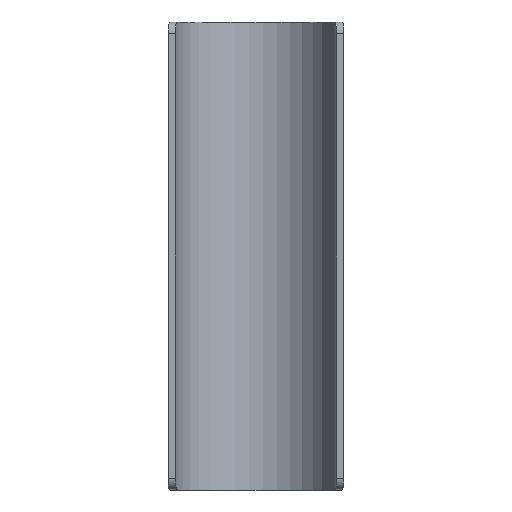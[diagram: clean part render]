
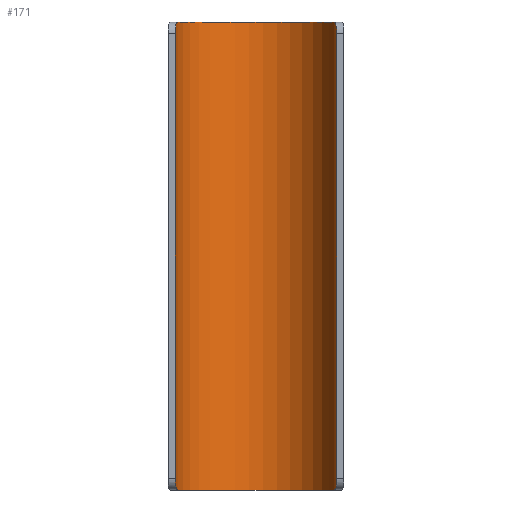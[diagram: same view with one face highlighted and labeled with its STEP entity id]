
A CAD part, front view. The second image highlights one B-rep face of the part: STEP entity #171.
In plain terms, the highlighted cylindrical face has radius 17 mm (diameter 34 mm), a partial arc.
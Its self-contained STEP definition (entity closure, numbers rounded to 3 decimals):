
#15=CIRCLE('',#184,17.);
#16=CIRCLE('',#185,17.);
#25=FACE_OUTER_BOUND('',#35,.T.);
#35=EDGE_LOOP('',(#123,#124,#125,#126,#127,#128,#129,#130));
#45=LINE('',#267,#57);
#48=LINE('',#286,#60);
#57=VECTOR('',#203,93.);
#60=VECTOR('',#210,93.);
#68=B_SPLINE_CURVE_WITH_KNOTS('',3,(#254,#255,#256,#257,#258,#259,#260,
#261,#262,#263),.UNSPECIFIED.,.F.,.F.,(4,2,2,2,4),(0.388,0.485,
0.581,0.675,0.769),.UNSPECIFIED.);
#69=B_SPLINE_CURVE_WITH_KNOTS('',3,(#275,#276,#277,#278,#279,#280,#281,
#282,#283,#284),.UNSPECIFIED.,.F.,.F.,(4,2,2,2,4),(0.769,0.863,
0.957,1.053,1.15),.UNSPECIFIED.);
#70=B_SPLINE_CURVE_WITH_KNOTS('',3,(#288,#289,#290,#291,#292,#293,#294,
#295,#296,#297),.UNSPECIFIED.,.F.,.F.,(4,2,2,2,4),(1.157,1.254,
1.35,1.444,1.538),.UNSPECIFIED.);
#71=B_SPLINE_CURVE_WITH_KNOTS('',3,(#300,#301,#302,#303,#304,#305,#306,
#307,#308,#309),.UNSPECIFIED.,.F.,.F.,(4,2,2,2,4),(1.538,1.632,
1.726,1.823,1.919),.UNSPECIFIED.);
#77=VERTEX_POINT('',#251);
#78=VERTEX_POINT('',#253);
#79=VERTEX_POINT('',#266);
#81=VERTEX_POINT('',#272);
#82=VERTEX_POINT('',#274);
#83=VERTEX_POINT('',#285);
#84=VERTEX_POINT('',#287);
#85=VERTEX_POINT('',#298);
#93=EDGE_CURVE('',#77,#78,#68,.T.);
#95=EDGE_CURVE('',#78,#79,#45,.T.);
#98=EDGE_CURVE('',#77,#81,#15,.T.);
#99=EDGE_CURVE('',#82,#81,#69,.T.);
#100=EDGE_CURVE('',#82,#83,#48,.T.);
#101=EDGE_CURVE('',#84,#83,#70,.T.);
#102=EDGE_CURVE('',#84,#85,#16,.T.);
#103=EDGE_CURVE('',#79,#85,#71,.T.);
#123=ORIENTED_EDGE('',*,*,#93,.F.);
#124=ORIENTED_EDGE('',*,*,#98,.T.);
#125=ORIENTED_EDGE('',*,*,#99,.F.);
#126=ORIENTED_EDGE('',*,*,#100,.T.);
#127=ORIENTED_EDGE('',*,*,#101,.F.);
#128=ORIENTED_EDGE('',*,*,#102,.T.);
#129=ORIENTED_EDGE('',*,*,#103,.F.);
#130=ORIENTED_EDGE('',*,*,#95,.F.);
#164=CYLINDRICAL_SURFACE('',#183,17.);
#171=ADVANCED_FACE('',(#25),#164,.F.);
#183=AXIS2_PLACEMENT_3D('',#271,#206,#207);
#184=AXIS2_PLACEMENT_3D('',#273,#208,#209);
#185=AXIS2_PLACEMENT_3D('',#299,#211,#212);
#203=DIRECTION('',(0.,0.,1.));
#206=DIRECTION('center_axis',(0.,0.,1.));
#207=DIRECTION('ref_axis',(-1.,0.,0.));
#208=DIRECTION('center_axis',(0.,0.,-1.));
#209=DIRECTION('ref_axis',(-1.,0.,0.));
#210=DIRECTION('',(0.,0.,1.));
#211=DIRECTION('center_axis',(0.,0.,1.));
#212=DIRECTION('ref_axis',(-1.,0.,0.));
#251=CARTESIAN_POINT('',(-16.394,4.5,0.));
#253=CARTESIAN_POINT('',(-16.882,2.,2.5));
#254=CARTESIAN_POINT('Ctrl Pts',(-16.394,4.5,0.));
#255=CARTESIAN_POINT('Ctrl Pts',(-16.479,4.19,0.));
#256=CARTESIAN_POINT('Ctrl Pts',(-16.56,3.856,0.061));
#257=CARTESIAN_POINT('Ctrl Pts',(-16.692,3.237,0.317));
#258=CARTESIAN_POINT('Ctrl Pts',(-16.743,2.952,0.511));
#259=CARTESIAN_POINT('Ctrl Pts',(-16.816,2.507,0.959));
#260=CARTESIAN_POINT('Ctrl Pts',(-16.842,2.316,1.239));
#261=CARTESIAN_POINT('Ctrl Pts',(-16.875,2.063,1.853));
#262=CARTESIAN_POINT('Ctrl Pts',(-16.882,2.,2.187));
#263=CARTESIAN_POINT('Ctrl Pts',(-16.882,2.,2.5));
#266=CARTESIAN_POINT('',(-16.882,2.,95.5));
#267=CARTESIAN_POINT('',(-16.882,2.,0.));
#271=CARTESIAN_POINT('Origin',(0.,0.,0.));
#272=CARTESIAN_POINT('',(16.394,4.5,0.));
#273=CARTESIAN_POINT('Origin',(0.,0.,0.));
#274=CARTESIAN_POINT('',(16.882,2.,2.5));
#275=CARTESIAN_POINT('Ctrl Pts',(16.882,2.,2.5));
#276=CARTESIAN_POINT('Ctrl Pts',(16.882,2.,2.187));
#277=CARTESIAN_POINT('Ctrl Pts',(16.875,2.063,1.853));
#278=CARTESIAN_POINT('Ctrl Pts',(16.842,2.316,1.239));
#279=CARTESIAN_POINT('Ctrl Pts',(16.816,2.507,0.959));
#280=CARTESIAN_POINT('Ctrl Pts',(16.743,2.952,0.511));
#281=CARTESIAN_POINT('Ctrl Pts',(16.692,3.237,0.317));
#282=CARTESIAN_POINT('Ctrl Pts',(16.56,3.856,0.061));
#283=CARTESIAN_POINT('Ctrl Pts',(16.479,4.19,0.));
#284=CARTESIAN_POINT('Ctrl Pts',(16.394,4.5,0.));
#285=CARTESIAN_POINT('',(16.882,2.,95.5));
#286=CARTESIAN_POINT('',(16.882,2.,0.));
#287=CARTESIAN_POINT('',(16.394,4.5,98.));
#288=CARTESIAN_POINT('Ctrl Pts',(16.394,4.5,98.));
#289=CARTESIAN_POINT('Ctrl Pts',(16.479,4.19,98.));
#290=CARTESIAN_POINT('Ctrl Pts',(16.56,3.856,97.939));
#291=CARTESIAN_POINT('Ctrl Pts',(16.692,3.237,97.683));
#292=CARTESIAN_POINT('Ctrl Pts',(16.743,2.952,97.489));
#293=CARTESIAN_POINT('Ctrl Pts',(16.816,2.507,97.041));
#294=CARTESIAN_POINT('Ctrl Pts',(16.842,2.316,96.761));
#295=CARTESIAN_POINT('Ctrl Pts',(16.875,2.063,96.147));
#296=CARTESIAN_POINT('Ctrl Pts',(16.882,2.,95.813));
#297=CARTESIAN_POINT('Ctrl Pts',(16.882,2.,95.5));
#298=CARTESIAN_POINT('',(-16.394,4.5,98.));
#299=CARTESIAN_POINT('Origin',(0.,0.,98.));
#300=CARTESIAN_POINT('Ctrl Pts',(-16.882,2.,95.5));
#301=CARTESIAN_POINT('Ctrl Pts',(-16.882,2.,95.813));
#302=CARTESIAN_POINT('Ctrl Pts',(-16.875,2.063,96.147));
#303=CARTESIAN_POINT('Ctrl Pts',(-16.842,2.316,96.761));
#304=CARTESIAN_POINT('Ctrl Pts',(-16.816,2.507,97.041));
#305=CARTESIAN_POINT('Ctrl Pts',(-16.743,2.952,97.489));
#306=CARTESIAN_POINT('Ctrl Pts',(-16.692,3.237,97.683));
#307=CARTESIAN_POINT('Ctrl Pts',(-16.56,3.856,97.939));
#308=CARTESIAN_POINT('Ctrl Pts',(-16.479,4.19,98.));
#309=CARTESIAN_POINT('Ctrl Pts',(-16.394,4.5,98.));
